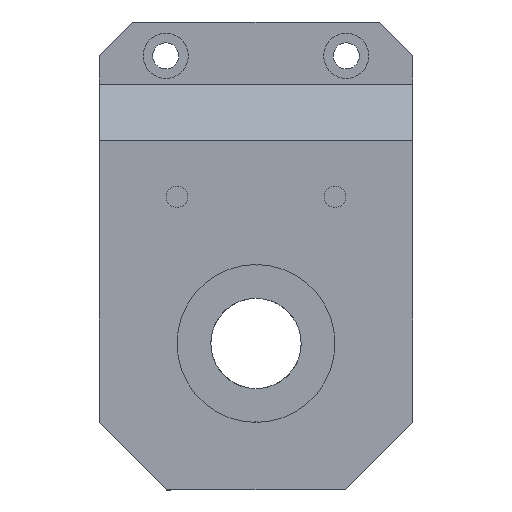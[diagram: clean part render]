
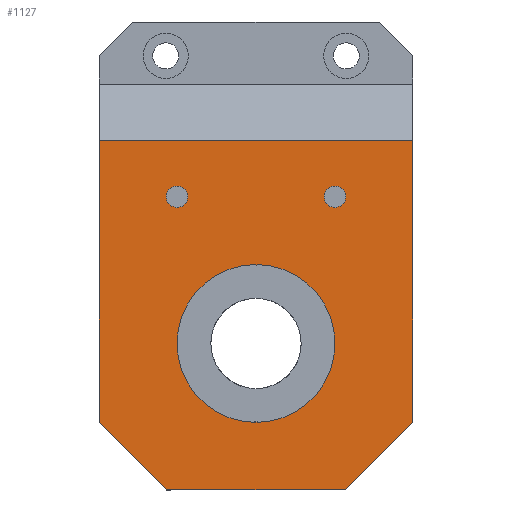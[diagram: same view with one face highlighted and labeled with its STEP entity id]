
A CAD part, left-side view. The second image highlights one B-rep face of the part: STEP entity #1127.
In plain terms, the highlighted planar face has unit normal (-1, 0, 0).
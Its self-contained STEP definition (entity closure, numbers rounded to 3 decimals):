
#45=FACE_BOUND('',#214,.T.);
#46=FACE_BOUND('',#215,.T.);
#47=FACE_BOUND('',#216,.T.);
#82=PLANE('',#1233);
#130=FACE_OUTER_BOUND('',#213,.T.);
#213=EDGE_LOOP('',(#955,#956,#957,#958,#959,#960));
#214=EDGE_LOOP('',(#961));
#215=EDGE_LOOP('',(#962));
#216=EDGE_LOOP('',(#963));
#292=LINE('',#1680,#396);
#309=LINE('',#1742,#413);
#334=LINE('',#1847,#438);
#336=LINE('',#1851,#440);
#337=LINE('',#1852,#441);
#338=LINE('',#1853,#442);
#396=VECTOR('',#1348,10.);
#413=VECTOR('',#1419,10.);
#438=VECTOR('',#1482,10.);
#440=VECTOR('',#1486,10.);
#441=VECTOR('',#1487,10.);
#442=VECTOR('',#1488,10.);
#462=CIRCLE('',#1170,7.);
#491=CIRCLE('',#1234,0.95);
#492=CIRCLE('',#1235,0.95);
#506=VERTEX_POINT('',#1586);
#543=VERTEX_POINT('',#1677);
#544=VERTEX_POINT('',#1679);
#561=VERTEX_POINT('',#1739);
#562=VERTEX_POINT('',#1741);
#587=VERTEX_POINT('',#1846);
#588=VERTEX_POINT('',#1850);
#589=VERTEX_POINT('',#1854);
#590=VERTEX_POINT('',#1856);
#608=EDGE_CURVE('',#506,#506,#462,.T.);
#654=EDGE_CURVE('',#544,#543,#292,.T.);
#683=EDGE_CURVE('',#562,#561,#309,.T.);
#719=EDGE_CURVE('',#587,#543,#334,.T.);
#721=EDGE_CURVE('',#587,#588,#336,.T.);
#722=EDGE_CURVE('',#562,#588,#337,.T.);
#723=EDGE_CURVE('',#544,#561,#338,.T.);
#724=EDGE_CURVE('',#589,#589,#491,.T.);
#725=EDGE_CURVE('',#590,#590,#492,.T.);
#955=ORIENTED_EDGE('',*,*,#719,.F.);
#956=ORIENTED_EDGE('',*,*,#721,.T.);
#957=ORIENTED_EDGE('',*,*,#722,.F.);
#958=ORIENTED_EDGE('',*,*,#683,.T.);
#959=ORIENTED_EDGE('',*,*,#723,.F.);
#960=ORIENTED_EDGE('',*,*,#654,.T.);
#961=ORIENTED_EDGE('',*,*,#608,.T.);
#962=ORIENTED_EDGE('',*,*,#724,.T.);
#963=ORIENTED_EDGE('',*,*,#725,.T.);
#1127=ADVANCED_FACE('',(#130,#45,#46,#47),#82,.F.);
#1170=AXIS2_PLACEMENT_3D('',#1587,#1276,#1277);
#1233=AXIS2_PLACEMENT_3D('',#1849,#1484,#1485);
#1234=AXIS2_PLACEMENT_3D('',#1855,#1489,#1490);
#1235=AXIS2_PLACEMENT_3D('',#1857,#1491,#1492);
#1276=DIRECTION('center_axis',(1.,0.,0.));
#1277=DIRECTION('ref_axis',(0.,0.,
-1.));
#1348=DIRECTION('',(0.,0.,-1.));
#1419=DIRECTION('',(0.,0.,1.));
#1482=DIRECTION('',(0.,0.707,0.707));
#1484=DIRECTION('center_axis',(1.,0.,0.));
#1485=DIRECTION('ref_axis',(0.,-1.,0.));
#1486=DIRECTION('',(0.,-1.,0.));
#1487=DIRECTION('',(0.,0.707,-0.707));
#1488=DIRECTION('',(0.,-1.,0.));
#1489=DIRECTION('center_axis',(1.,0.,0.));
#1490=DIRECTION('ref_axis',(0.,0.,
1.));
#1491=DIRECTION('center_axis',(1.,0.,0.));
#1492=DIRECTION('ref_axis',(0.,0.,
1.));
#1586=CARTESIAN_POINT('',(-27.,0.,7.));
#1587=CARTESIAN_POINT('Origin',(-27.,0.,0.));
#1677=CARTESIAN_POINT('',(-27.,13.91,-6.99));
#1679=CARTESIAN_POINT('',(-27.,13.91,18.));
#1680=CARTESIAN_POINT('',(-27.,13.91,-10.99));
#1739=CARTESIAN_POINT('',(-27.,-13.91,18.));
#1741=CARTESIAN_POINT('',(-27.,-13.91,-6.99));
#1742=CARTESIAN_POINT('',(-27.,-13.91,21.5));
#1846=CARTESIAN_POINT('',(-27.,7.91,-12.99));
#1847=CARTESIAN_POINT('',(-27.,19.18,-1.72));
#1849=CARTESIAN_POINT('Origin',(-27.,13.,21.));
#1850=CARTESIAN_POINT('',(-27.,-7.91,-12.99));
#1851=CARTESIAN_POINT('',(-27.,-9.681,-12.99));
#1852=CARTESIAN_POINT('',(-27.,-12.68,-8.22));
#1853=CARTESIAN_POINT('',(-27.,6.5,18.));
#1854=CARTESIAN_POINT('',(-27.,7.,12.05));
#1855=CARTESIAN_POINT('Origin',(-27.,7.,13.));
#1856=CARTESIAN_POINT('',(-27.,-7.,12.05));
#1857=CARTESIAN_POINT('Origin',(-27.,-7.,13.));
